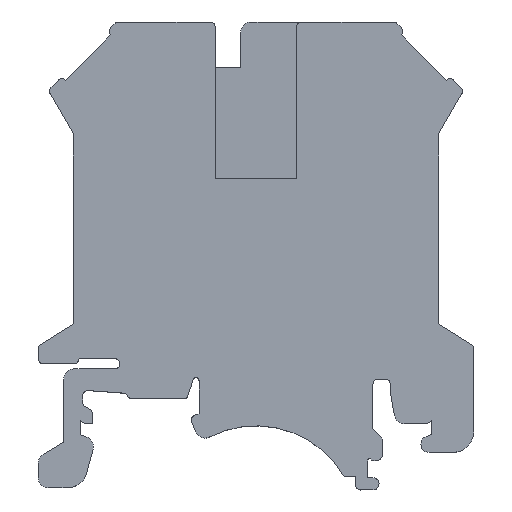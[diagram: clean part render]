
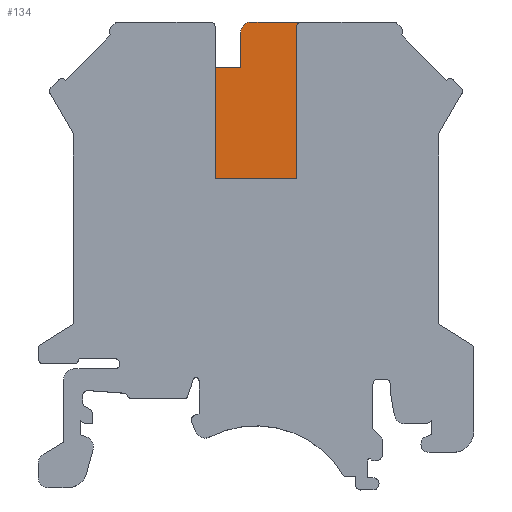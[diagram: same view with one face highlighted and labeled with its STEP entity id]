
A CAD part, top view. The second image highlights one B-rep face of the part: STEP entity #134.
In plain terms, the highlighted planar face has unit normal (0, 0, 1).
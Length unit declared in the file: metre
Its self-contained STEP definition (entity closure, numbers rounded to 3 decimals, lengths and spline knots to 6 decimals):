
#134 = ADVANCED_FACE( '', ( #336 ), #337, .F. );
#336 = FACE_OUTER_BOUND( '', #680, .T. );
#337 = PLANE( '', #681 );
#680 = EDGE_LOOP( '', ( #1471, #1472, #1473, #1474, #1475, #1476, #1477, #1478 ) );
#681 = AXIS2_PLACEMENT_3D( '', #1479, #1480, #1481 );
#1471 = ORIENTED_EDGE( '', *, *, #2341, .F. );
#1472 = ORIENTED_EDGE( '', *, *, #2339, .F. );
#1473 = ORIENTED_EDGE( '', *, *, #2328, .T. );
#1474 = ORIENTED_EDGE( '', *, *, #2325, .T. );
#1475 = ORIENTED_EDGE( '', *, *, #2323, .T. );
#1476 = ORIENTED_EDGE( '', *, *, #2036, .T. );
#1477 = ORIENTED_EDGE( '', *, *, #2321, .T. );
#1478 = ORIENTED_EDGE( '', *, *, #2343, .F. );
#1479 = CARTESIAN_POINT( '', ( 0.004005, 0.004937, 0.0007 ) );
#1480 = DIRECTION( '', ( 0., 0., -1. ) );
#1481 = DIRECTION( '', ( -1., 0., 0. ) );
#2036 = EDGE_CURVE( '', #2430, #2431, #2432, .T. );
#2321 = EDGE_CURVE( '', #2431, #2954, #2955, .T. );
#2323 = EDGE_CURVE( '', #2957, #2430, #2958, .T. );
#2325 = EDGE_CURVE( '', #2960, #2957, #2961, .T. );
#2328 = EDGE_CURVE( '', #2964, #2960, #2965, .T. );
#2339 = EDGE_CURVE( '', #2964, #2977, #2978, .T. );
#2341 = EDGE_CURVE( '', #2977, #2980, #2981, .T. );
#2343 = EDGE_CURVE( '', #2980, #2954, #2983, .T. );
#2430 = VERTEX_POINT( '', #3080 );
#2431 = VERTEX_POINT( '', #3081 );
#2432 = CIRCLE( '', #3082, 0.0005 );
#2954 = VERTEX_POINT( '', #3821 );
#2955 = LINE( '', #3822, #3823 );
#2957 = VERTEX_POINT( '', #3826 );
#2958 = LINE( '', #3827, #3828 );
#2960 = VERTEX_POINT( '', #3831 );
#2961 = LINE( '', #3832, #3833 );
#2964 = VERTEX_POINT( '', #3838 );
#2965 = LINE( '', #3839, #3840 );
#2977 = VERTEX_POINT( '', #3861 );
#2978 = LINE( '', #3862, #3863 );
#2980 = VERTEX_POINT( '', #3866 );
#2981 = LINE( '', #3867, #3868 );
#2983 = CIRCLE( '', #3871, 0.001 );
#3080 = CARTESIAN_POINT( '', ( 0.004005, 0.019837, 0.0007 ) );
#3081 = CARTESIAN_POINT( '', ( 0.004505, 0.020337, 0.0007 ) );
#3082 = AXIS2_PLACEMENT_3D( '', #4036, #4037, #4038 );
#3821 = CARTESIAN_POINT( '', ( -0.000495, 0.020337, 0.0007 ) );
#3822 = CARTESIAN_POINT( '', ( 0.004005, 0.020337, 0.0007 ) );
#3823 = VECTOR( '', #4469, 1. );
#3826 = CARTESIAN_POINT( '', ( 0.004005, 0.004937, 0.0007 ) );
#3827 = CARTESIAN_POINT( '', ( 0.004005, 0.004937, 0.0007 ) );
#3828 = VECTOR( '', #4471, 1. );
#3831 = CARTESIAN_POINT( '', ( -0.003995, 0.004937, 0.0007 ) );
#3832 = CARTESIAN_POINT( '', ( 0.004005, 0.004937, 0.0007 ) );
#3833 = VECTOR( '', #4473, 1. );
#3838 = CARTESIAN_POINT( '', ( -0.003995, 0.015838, 0.0007 ) );
#3839 = CARTESIAN_POINT( '', ( -0.003995, 0.004937, 0.0007 ) );
#3840 = VECTOR( '', #4476, 1. );
#3861 = CARTESIAN_POINT( '', ( -0.001495, 0.015838, 0.0007 ) );
#3862 = CARTESIAN_POINT( '', ( -0.003995, 0.015838, 0.0007 ) );
#3863 = VECTOR( '', #4489, 1. );
#3866 = CARTESIAN_POINT( '', ( -0.001495, 0.019337, 0.0007 ) );
#3867 = CARTESIAN_POINT( '', ( -0.001495, 0.015838, 0.0007 ) );
#3868 = VECTOR( '', #4491, 1. );
#3871 = AXIS2_PLACEMENT_3D( '', #4493, #4494, #4495 );
#4036 = CARTESIAN_POINT( '', ( 0.004505, 0.019837, 0.0007 ) );
#4037 = DIRECTION( '', ( 0., 0., -1. ) );
#4038 = DIRECTION( '', ( -1., 0., 0. ) );
#4469 = DIRECTION( '', ( -1., 0., 0. ) );
#4471 = DIRECTION( '', ( 0., 1., 0. ) );
#4473 = DIRECTION( '', ( 1., 0., 0. ) );
#4476 = DIRECTION( '', ( 0., -1., 0. ) );
#4489 = DIRECTION( '', ( 1., 0., 0. ) );
#4491 = DIRECTION( '', ( 0., 1., 0. ) );
#4493 = CARTESIAN_POINT( '', ( -0.000495, 0.019337, 0.0007 ) );
#4494 = DIRECTION( '', ( 0., 0., -1. ) );
#4495 = DIRECTION( '', ( -1., 0., 0. ) );
